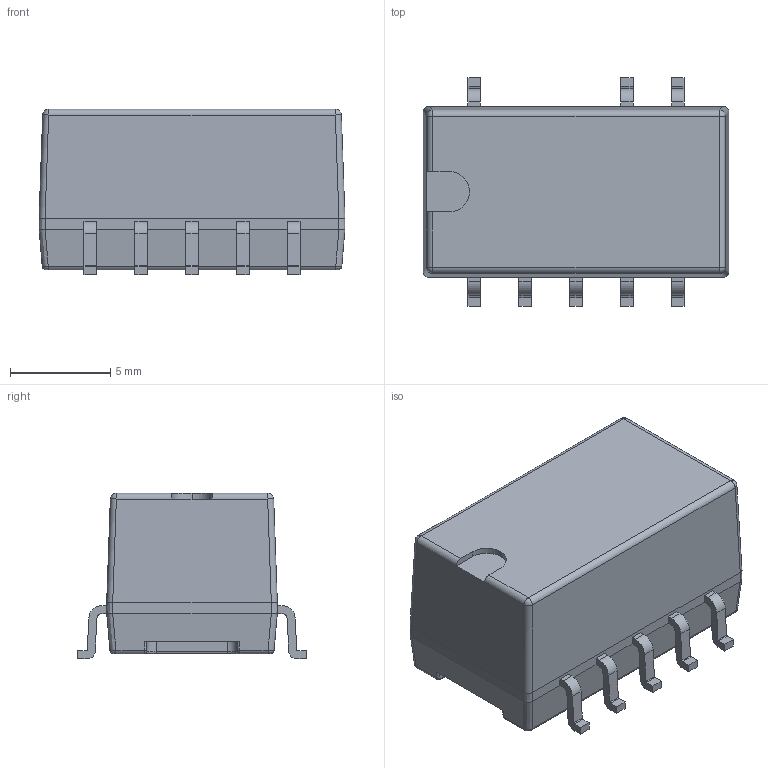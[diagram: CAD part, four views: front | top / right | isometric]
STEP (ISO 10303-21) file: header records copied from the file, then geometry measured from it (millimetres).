
FILE_DESCRIPTION(('FreeCAD Model'),'2;1');
FILE_NAME('CUI_V78E05-1000-SMT-TR.step','2019-10-08T19:07:50',('kicad StepUp'),( 'ksu MCAD'),'Open CASCADE STEP processor 7.3','FreeCAD','Unknown');
FILE_SCHEMA(('AUTOMOTIVE_DESIGN { 1 0 10303 214 1 1 1 1 }'));
Length unit declared in the file: millimetre
Products named in the file (1): CUI_V78E05-1000-SMT-TR
Bounding box: 15.24 x 11.4 x 8.25 mm (x, y, z)
Volume: 998.6 mm3; surface area: 1174.5 mm2
Topology: 2 solids, 2 shells, 284 faces, 2257 edges, 6496 vertices
Faces by surface type: plane 164, cylinder 96, bspline 20, sphere 4
Entity records: 27853 total; most frequent: CARTESIAN_POINT 11640, DIRECTION 2951, LINE 1593, VECTOR 1593, GEOMETRIC_CURVE_SET 1503, ORIENTED_EDGE 1502, TRIMMED_CURVE 1502, EDGE_CURVE 751
